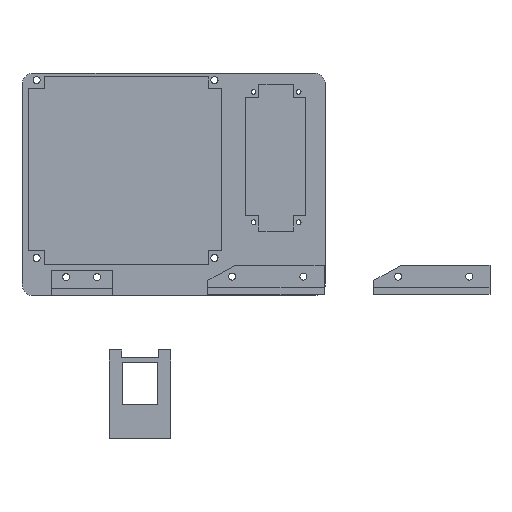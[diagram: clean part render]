
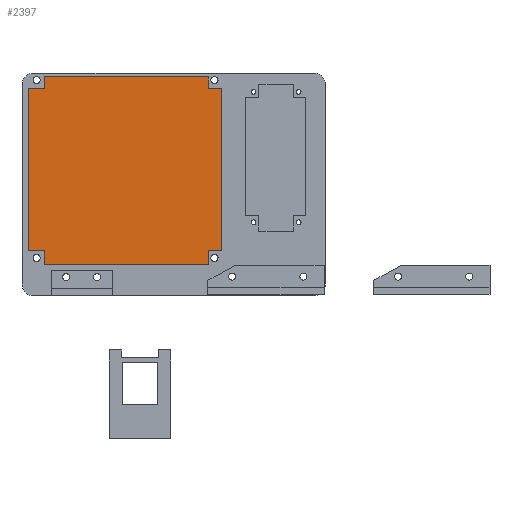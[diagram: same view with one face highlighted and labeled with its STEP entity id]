
A CAD part, top view. The second image highlights one B-rep face of the part: STEP entity #2397.
In plain terms, the highlighted planar face has unit normal (0, 0, 1).
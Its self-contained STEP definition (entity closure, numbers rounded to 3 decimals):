
#170=PLANE('',#2634);
#282=FACE_OUTER_BOUND('',#446,.T.);
#446=EDGE_LOOP('',(#2032,#2033,#2034,#2035,#2036,#2037,#2038,#2039,#2040,
#2041,#2042,#2043));
#675=LINE('',#3836,#919);
#676=LINE('',#3838,#920);
#677=LINE('',#3840,#921);
#678=LINE('',#3842,#922);
#679=LINE('',#3844,#923);
#680=LINE('',#3846,#924);
#681=LINE('',#3848,#925);
#682=LINE('',#3850,#926);
#683=LINE('',#3852,#927);
#684=LINE('',#3854,#928);
#685=LINE('',#3856,#929);
#686=LINE('',#3857,#930);
#919=VECTOR('',#3154,10.);
#920=VECTOR('',#3155,10.);
#921=VECTOR('',#3156,10.);
#922=VECTOR('',#3157,10.);
#923=VECTOR('',#3158,10.);
#924=VECTOR('',#3159,10.);
#925=VECTOR('',#3160,10.);
#926=VECTOR('',#3161,10.);
#927=VECTOR('',#3162,10.);
#928=VECTOR('',#3163,10.);
#929=VECTOR('',#3164,10.);
#930=VECTOR('',#3165,10.);
#1229=VERTEX_POINT('',#3834);
#1230=VERTEX_POINT('',#3835);
#1231=VERTEX_POINT('',#3837);
#1232=VERTEX_POINT('',#3839);
#1233=VERTEX_POINT('',#3841);
#1234=VERTEX_POINT('',#3843);
#1235=VERTEX_POINT('',#3845);
#1236=VERTEX_POINT('',#3847);
#1237=VERTEX_POINT('',#3849);
#1238=VERTEX_POINT('',#3851);
#1239=VERTEX_POINT('',#3853);
#1240=VERTEX_POINT('',#3855);
#1512=EDGE_CURVE('',#1229,#1230,#675,.T.);
#1513=EDGE_CURVE('',#1231,#1229,#676,.T.);
#1514=EDGE_CURVE('',#1232,#1231,#677,.T.);
#1515=EDGE_CURVE('',#1233,#1232,#678,.T.);
#1516=EDGE_CURVE('',#1234,#1233,#679,.T.);
#1517=EDGE_CURVE('',#1235,#1234,#680,.T.);
#1518=EDGE_CURVE('',#1236,#1235,#681,.T.);
#1519=EDGE_CURVE('',#1237,#1236,#682,.T.);
#1520=EDGE_CURVE('',#1238,#1237,#683,.T.);
#1521=EDGE_CURVE('',#1239,#1238,#684,.T.);
#1522=EDGE_CURVE('',#1240,#1239,#685,.T.);
#1523=EDGE_CURVE('',#1230,#1240,#686,.T.);
#2032=ORIENTED_EDGE('',*,*,#1512,.F.);
#2033=ORIENTED_EDGE('',*,*,#1513,.F.);
#2034=ORIENTED_EDGE('',*,*,#1514,.F.);
#2035=ORIENTED_EDGE('',*,*,#1515,.F.);
#2036=ORIENTED_EDGE('',*,*,#1516,.F.);
#2037=ORIENTED_EDGE('',*,*,#1517,.F.);
#2038=ORIENTED_EDGE('',*,*,#1518,.F.);
#2039=ORIENTED_EDGE('',*,*,#1519,.F.);
#2040=ORIENTED_EDGE('',*,*,#1520,.F.);
#2041=ORIENTED_EDGE('',*,*,#1521,.F.);
#2042=ORIENTED_EDGE('',*,*,#1522,.F.);
#2043=ORIENTED_EDGE('',*,*,#1523,.F.);
#2397=ADVANCED_FACE('',(#282),#170,.F.);
#2634=AXIS2_PLACEMENT_3D('',#3833,#3152,#3153);
#3152=DIRECTION('center_axis',(0.,0.,-1.));
#3153=DIRECTION('ref_axis',(-1.,0.,0.));
#3154=DIRECTION('',(0.,-1.,0.));
#3155=DIRECTION('',(-1.,0.,0.));
#3156=DIRECTION('',(0.,-1.,0.));
#3157=DIRECTION('',(1.,0.,0.));
#3158=DIRECTION('',(0.,-1.,0.));
#3159=DIRECTION('',(1.,0.,0.));
#3160=DIRECTION('',(0.,1.,0.));
#3161=DIRECTION('',(1.,0.,0.));
#3162=DIRECTION('',(0.,1.,0.));
#3163=DIRECTION('',(-1.,0.,0.));
#3164=DIRECTION('',(0.,1.,0.));
#3165=DIRECTION('',(-1.,0.,0.));
#3833=CARTESIAN_POINT('Origin',(10.848,5.68,0.));
#3834=CARTESIAN_POINT('',(25.481,-22.,0.));
#3835=CARTESIAN_POINT('',(25.481,-28.223,0.));
#3836=CARTESIAN_POINT('',(25.481,51.05,0.));
#3837=CARTESIAN_POINT('',(31.088,-22.,0.));
#3838=CARTESIAN_POINT('',(31.088,-22.,0.));
#3839=CARTESIAN_POINT('',(31.088,46.126,0.));
#3840=CARTESIAN_POINT('',(31.088,46.126,0.));
#3841=CARTESIAN_POINT('',(25.481,46.126,0.));
#3842=CARTESIAN_POINT('',(-50.553,46.126,0.));
#3843=CARTESIAN_POINT('',(25.481,51.05,0.));
#3844=CARTESIAN_POINT('',(25.481,51.05,0.));
#3845=CARTESIAN_POINT('',(-43.795,51.05,0.));
#3846=CARTESIAN_POINT('',(-43.795,51.05,0.));
#3847=CARTESIAN_POINT('',(-43.795,46.126,0.));
#3848=CARTESIAN_POINT('',(-43.795,-28.223,0.));
#3849=CARTESIAN_POINT('',(-50.553,46.126,0.));
#3850=CARTESIAN_POINT('',(-50.553,46.126,0.));
#3851=CARTESIAN_POINT('',(-50.553,-22.,0.));
#3852=CARTESIAN_POINT('',(-50.553,-22.,0.));
#3853=CARTESIAN_POINT('',(-43.795,-22.,0.));
#3854=CARTESIAN_POINT('',(31.088,-22.,0.));
#3855=CARTESIAN_POINT('',(-43.795,-28.223,0.));
#3856=CARTESIAN_POINT('',(-43.795,-28.223,0.));
#3857=CARTESIAN_POINT('',(-43.795,-28.223,0.));
